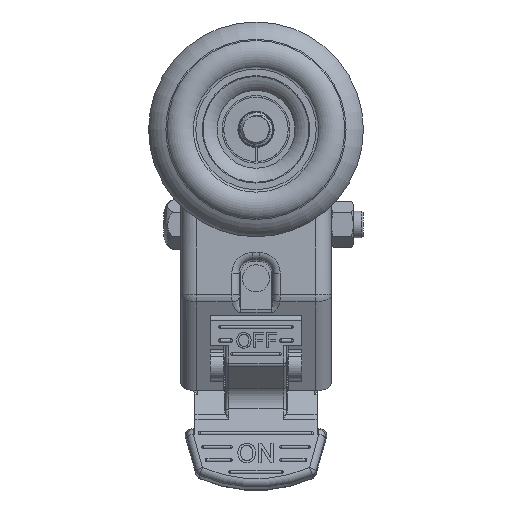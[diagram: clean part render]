
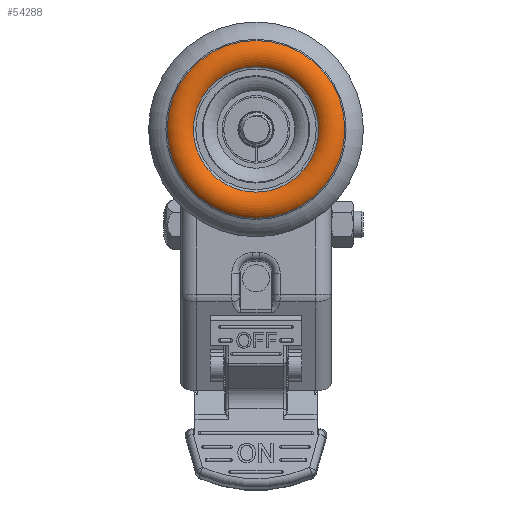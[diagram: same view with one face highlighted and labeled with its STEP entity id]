
A CAD part, top view. The second image highlights one B-rep face of the part: STEP entity #54288.
In plain terms, the highlighted toroidal (fillet/blend) face has major radius 22.33 mm and minor radius 5.082 mm.
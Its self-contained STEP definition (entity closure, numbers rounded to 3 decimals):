
#13910=TOROIDAL_SURFACE('',#57749,22.33,5.082);
#14417=FACE_OUTER_BOUND('',#17664,.T.);
#17664=EDGE_LOOP('',(#37330,#37331,#37332,#37333));
#21192=CIRCLE('',#57747,26.265);
#21194=CIRCLE('',#57750,18.547);
#21195=CIRCLE('',#57751,5.082);
#23362=VERTEX_POINT('',#77388);
#23363=VERTEX_POINT('',#77392);
#28801=EDGE_CURVE('',#23362,#23362,#21192,.T.);
#28803=EDGE_CURVE('',#23363,#23363,#21194,.T.);
#28804=EDGE_CURVE('',#23363,#23362,#21195,.T.);
#37330=ORIENTED_EDGE('',*,*,#28803,.F.);
#37331=ORIENTED_EDGE('',*,*,#28804,.T.);
#37332=ORIENTED_EDGE('',*,*,#28801,.T.);
#37333=ORIENTED_EDGE('',*,*,#28804,.F.);
#54288=ADVANCED_FACE('',(#14417),#13910,.T.);
#57747=AXIS2_PLACEMENT_3D('',#77389,#62917,#62918);
#57749=AXIS2_PLACEMENT_3D('',#77391,#62921,#62922);
#57750=AXIS2_PLACEMENT_3D('',#77393,#62923,#62924);
#57751=AXIS2_PLACEMENT_3D('',#77394,#62925,#62926);
#62917=DIRECTION('center_axis',(0.,1.,0.));
#62918=DIRECTION('ref_axis',(0.,0.,1.));
#62921=DIRECTION('center_axis',(0.,1.,0.));
#62922=DIRECTION('ref_axis',(0.,0.,1.));
#62923=DIRECTION('center_axis',(0.,1.,0.));
#62924=DIRECTION('ref_axis',(0.,0.,1.));
#62925=DIRECTION('center_axis',(-1.,0.,0.));
#62926=DIRECTION('ref_axis',(0.,0.,-1.));
#77388=CARTESIAN_POINT('',(0.,62.777,-61.265));
#77389=CARTESIAN_POINT('Origin',(0.,62.777,-35.));
#77391=CARTESIAN_POINT('Origin',(0.,59.562,-35.));
#77392=CARTESIAN_POINT('',(0.,62.955,-53.547));
#77393=CARTESIAN_POINT('Origin',(0.,62.955,-35.));
#77394=CARTESIAN_POINT('Origin',(0.,59.562,
-57.33));
